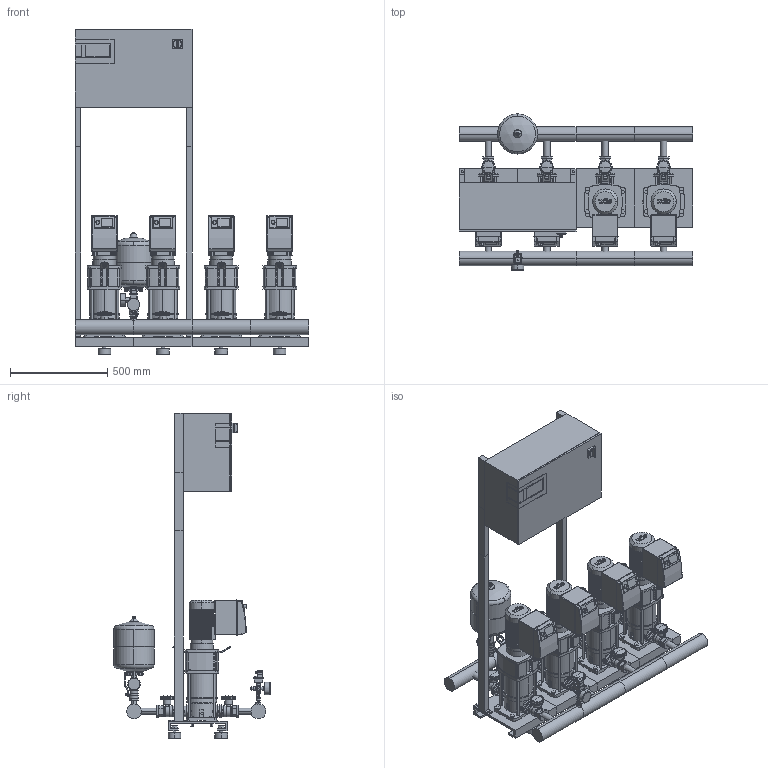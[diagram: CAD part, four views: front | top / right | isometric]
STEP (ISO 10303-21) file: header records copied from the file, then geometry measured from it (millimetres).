
FILE_DESCRIPTION((''),'2;1');
FILE_NAME('3d_COR-4HELIXVE403_K_CCE-01-2539332.stp','2015-10-05T07:08:48',(''),(''),'Mechanical Desktop 2009','Mechanical Desktop 2009',', , ');
FILE_SCHEMA(('CONFIG_CONTROL_DESIGN'));
Length unit declared in the file: millimetre
Products named in the file (1): Product
Bounding box: 1200 x 802 x 1670 mm (x, y, z)
Volume: 145878783.7 mm3; surface area: 8536426.5 mm2
Topology: 194 solids, 194 shells, 5565 faces, 14131 edges, 9176 vertices
Faces by surface type: plane 2360, cylinder 1570, bspline 1274, cone 205, torus 100, sphere 56
Entity records: 178432 total; most frequent: CARTESIAN_POINT 44986, ORIENTED_EDGE 28122, DIRECTION 26374, EDGE_CURVE 14061, VERTEX_POINT 9169, VECTOR 9012, LINE 9012, AXIS2_PLACEMENT_3D 8681
